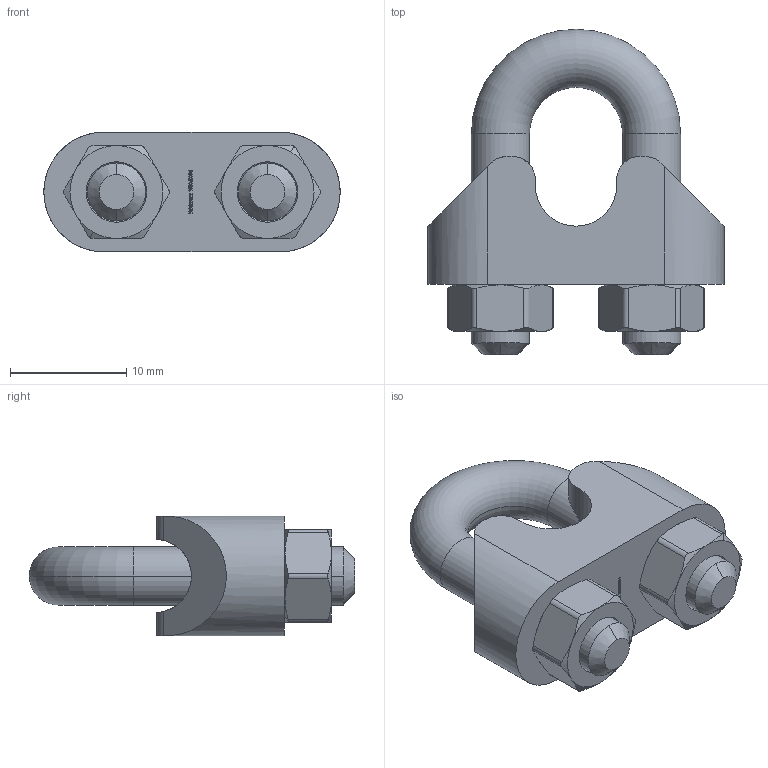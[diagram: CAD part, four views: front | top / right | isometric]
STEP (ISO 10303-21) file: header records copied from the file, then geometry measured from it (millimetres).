
FILE_DESCRIPTION (( 'STEP AP203' ), '1' );
FILE_NAME ('100060006.step', '2019-09-19T13:45:49', ( '' ), ( '' ), 'SwSTEP 2.0', 'SolidWorks 2015', '' );
FILE_SCHEMA (( 'CONFIG_CONTROL_DESIGN' ));
Length unit declared in the file: millimetre
Products named in the file (4): 10006000X Teil2_100060006 Teil2; 100060006; DIN 934 M4-M20_58321-240-5; 10006000X Teil1_100060006 Teil1
Assembly tree (4 placements, depth 2):
  100060006
    10006000X Teil2_100060006 Teil2
    10006000X Teil1_100060006 Teil1
    DIN 934 M4-M20_58321-240-5  x2
Bounding box: 25.5 x 28 x 10.3 mm (x, y, z)
Volume: 2919.5 mm3; surface area: 2673.3 mm2
Topology: 4 solids, 4 shells, 325 faces, 831 edges, 542 vertices
Faces by surface type: plane 135, bspline 111, cone 40, cylinder 37, torus 2
Entity records: 16621 total; most frequent: CARTESIAN_POINT 9894, ORIENTED_EDGE 1502, DIRECTION 907, EDGE_CURVE 751, VERTEX_POINT 494, VECTOR 413, LINE 413, EDGE_LOOP 325
